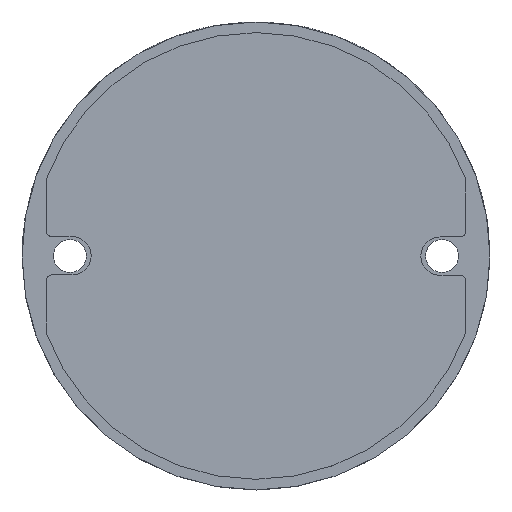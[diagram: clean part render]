
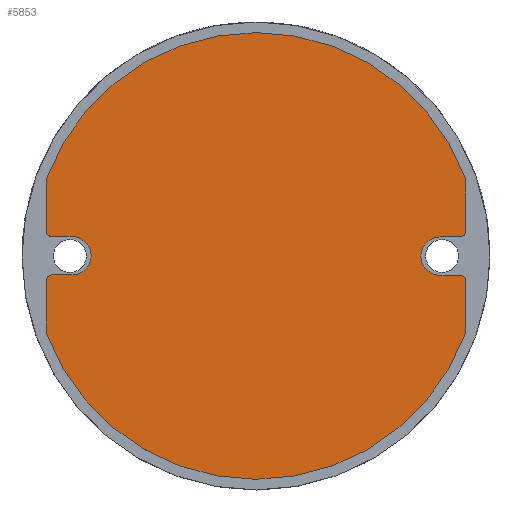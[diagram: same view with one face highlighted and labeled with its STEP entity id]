
A CAD part, top view. The second image highlights one B-rep face of the part: STEP entity #5853.
In plain terms, the highlighted face is planar.
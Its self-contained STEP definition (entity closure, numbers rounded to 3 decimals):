
#9 = DIRECTION ( 'NONE',  ( 0., 1., 0. ) ) ;
#163 = DIRECTION ( 'NONE',  ( 0., -1., 0. ) ) ;
#432 = DIRECTION ( 'NONE',  ( 0., 1., 0. ) ) ;
#503 = ORIENTED_EDGE ( 'NONE', *, *, #5285, .F. ) ;
#581 = EDGE_CURVE ( 'NONE', #9261, #1888, #11387, .T. ) ;
#679 = CARTESIAN_POINT ( 'NONE',  ( 17.3, 0., 0. ) ) ;
#729 = DIRECTION ( 'NONE',  ( 0., 0., -1. ) ) ;
#748 = VECTOR ( 'NONE', #6004, 1000. ) ;
#955 = CARTESIAN_POINT ( 'NONE',  ( 0., 0., -21. ) ) ;
#1023 = ORIENTED_EDGE ( 'NONE', *, *, #5924, .F. ) ;
#1040 = EDGE_CURVE ( 'NONE', #12734, #9715, #2787, .T. ) ;
#1092 = ORIENTED_EDGE ( 'NONE', *, *, #9107, .F. ) ;
#1102 = EDGE_CURVE ( 'NONE', #11414, #12734, #11859, .T. ) ;
#1158 = VECTOR ( 'NONE', #9745, 1000. ) ;
#1338 = AXIS2_PLACEMENT_3D ( 'NONE', #6241, #9, #7266 ) ;
#1357 = DIRECTION ( 'NONE',  ( 0., 1., 0. ) ) ;
#1394 = DIRECTION ( 'NONE',  ( 1., 0., 0. ) ) ;
#1485 = DIRECTION ( 'NONE',  ( 0., -1., 0. ) ) ;
#1516 = EDGE_CURVE ( 'NONE', #5425, #1553, #4255, .T. ) ;
#1553 = VERTEX_POINT ( 'NONE', #2257 ) ;
#1776 = VERTEX_POINT ( 'NONE', #2661 ) ;
#1888 = VERTEX_POINT ( 'NONE', #13147 ) ;
#2081 = EDGE_CURVE ( 'NONE', #6090, #11906, #5212, .T. ) ;
#2133 = CARTESIAN_POINT ( 'NONE',  ( -19.7, 0., 7.274 ) ) ;
#2244 = EDGE_CURVE ( 'NONE', #8501, #5813, #2944, .T. ) ;
#2257 = CARTESIAN_POINT ( 'NONE',  ( 17.3, 0., -1.8 ) ) ;
#2403 = AXIS2_PLACEMENT_3D ( 'NONE', #10301, #4106, #11318 ) ;
#2529 = DIRECTION ( 'NONE',  ( 0., 1., 0. ) ) ;
#2661 = CARTESIAN_POINT ( 'NONE',  ( -19.7, 0., -2.3 ) ) ;
#2787 = CIRCLE ( 'NONE', #7861, 1.8 ) ;
#2842 = VERTEX_POINT ( 'NONE', #7868 ) ;
#2939 = CARTESIAN_POINT ( 'NONE',  ( 19.2, 0., -1.8 ) ) ;
#2944 = CIRCLE ( 'NONE', #10053, 0.5 ) ;
#3103 = VERTEX_POINT ( 'NONE', #3119 ) ;
#3119 = CARTESIAN_POINT ( 'NONE',  ( 19.7, 0., -2.3 ) ) ;
#3168 = VECTOR ( 'NONE', #4131, 1000. ) ;
#3234 = CIRCLE ( 'NONE', #1338, 0.5 ) ;
#3507 = LINE ( 'NONE', #6333, #3168 ) ;
#3571 = DIRECTION ( 'NONE',  ( 0., 1., 0. ) ) ;
#3620 = VECTOR ( 'NONE', #12776, 1000. ) ;
#3623 = VECTOR ( 'NONE', #1394, 1000. ) ;
#3872 = CARTESIAN_POINT ( 'NONE',  ( 19.7, 0., -7.274 ) ) ;
#3901 = AXIS2_PLACEMENT_3D ( 'NONE', #6401, #163, #7430 ) ;
#4100 = CARTESIAN_POINT ( 'NONE',  ( -19.2, 0., 2.3 ) ) ;
#4106 = DIRECTION ( 'NONE',  ( 0., 1., 0. ) ) ;
#4131 = DIRECTION ( 'NONE',  ( 0., 0., 1. ) ) ;
#4255 = CIRCLE ( 'NONE', #3901, 1.8 ) ;
#4517 = FACE_OUTER_BOUND ( 'NONE', #7096, .T. ) ;
#4796 = EDGE_CURVE ( 'NONE', #5813, #5425, #9458, .T. ) ;
#4859 = CARTESIAN_POINT ( 'NONE',  ( -19.2, 0., 1.8 ) ) ;
#4943 = LINE ( 'NONE', #10675, #10132 ) ;
#4949 = CARTESIAN_POINT ( 'NONE',  ( -17.3, 0., 1.8 ) ) ;
#4963 = CARTESIAN_POINT ( 'NONE',  ( -17.3, 0., 1.8 ) ) ;
#4994 = EDGE_CURVE ( 'NONE', #3103, #6090, #7815, .T. ) ;
#5050 = CARTESIAN_POINT ( 'NONE',  ( -19.7, 0., -7.274 ) ) ;
#5126 = DIRECTION ( 'NONE',  ( 0., 0., 1. ) ) ;
#5148 = ORIENTED_EDGE ( 'NONE', *, *, #1516, .F. ) ;
#5212 = CIRCLE ( 'NONE', #2403, 21. ) ;
#5262 = CARTESIAN_POINT ( 'NONE',  ( 19.7, 0., -7.274 ) ) ;
#5285 = EDGE_CURVE ( 'NONE', #11906, #5997, #6784, .T. ) ;
#5345 = AXIS2_PLACEMENT_3D ( 'NONE', #7573, #1357, #8621 ) ;
#5425 = VERTEX_POINT ( 'NONE', #9837 ) ;
#5446 = CIRCLE ( 'NONE', #7715, 0.5 ) ;
#5813 = VERTEX_POINT ( 'NONE', #9988 ) ;
#5853 = ADVANCED_FACE ( 'NONE', ( #4517 ), #12105, .T. ) ;
#5855 = ORIENTED_EDGE ( 'NONE', *, *, #1102, .F. ) ;
#5924 = EDGE_CURVE ( 'NONE', #9715, #8063, #9049, .T. ) ;
#5975 = CARTESIAN_POINT ( 'NONE',  ( -17.3, 0., -1.8 ) ) ;
#5997 = VERTEX_POINT ( 'NONE', #5050 ) ;
#6004 = DIRECTION ( 'NONE',  ( -1., 0., 0. ) ) ;
#6090 = VERTEX_POINT ( 'NONE', #5262 ) ;
#6241 = CARTESIAN_POINT ( 'NONE',  ( 19.2, 0., -2.3 ) ) ;
#6333 = CARTESIAN_POINT ( 'NONE',  ( -19.7, 0., -7.274 ) ) ;
#6401 = CARTESIAN_POINT ( 'NONE',  ( 17.3, 0., 0. ) ) ;
#6542 = DIRECTION ( 'NONE',  ( 1., 0., 0. ) ) ;
#6579 = CARTESIAN_POINT ( 'NONE',  ( 17.3, 0., 1.8 ) ) ;
#6614 = EDGE_CURVE ( 'NONE', #8063, #2842, #5446, .T. ) ;
#6662 = CARTESIAN_POINT ( 'NONE',  ( 0., 0., 0. ) ) ;
#6784 = CIRCLE ( 'NONE', #5345, 21. ) ;
#7002 = AXIS2_PLACEMENT_3D ( 'NONE', #6662, #432, #12847 ) ;
#7074 = ORIENTED_EDGE ( 'NONE', *, *, #13216, .F. ) ;
#7096 = EDGE_LOOP ( 'NONE', ( #5148, #12426, #12531, #7601, #12943, #13288, #12621, #1023, #9413, #5855, #7074, #9174, #503, #9366, #8724, #8827, #1092 ) ) ;
#7130 = EDGE_CURVE ( 'NONE', #5997, #1776, #3507, .T. ) ;
#7260 = EDGE_CURVE ( 'NONE', #2842, #9261, #4943, .T. ) ;
#7266 = DIRECTION ( 'NONE',  ( 0., 0., 1. ) ) ;
#7430 = DIRECTION ( 'NONE',  ( 0., 0., -1. ) ) ;
#7573 = CARTESIAN_POINT ( 'NONE',  ( 0., 0., 0. ) ) ;
#7601 = ORIENTED_EDGE ( 'NONE', *, *, #9995, .F. ) ;
#7606 = CARTESIAN_POINT ( 'NONE',  ( -17.3, 0., -1.8 ) ) ;
#7692 = DIRECTION ( 'NONE',  ( 0., 0., 1. ) ) ;
#7715 = AXIS2_PLACEMENT_3D ( 'NONE', #4100, #11311, #5126 ) ;
#7815 = LINE ( 'NONE', #3872, #12992 ) ;
#7861 = AXIS2_PLACEMENT_3D ( 'NONE', #8748, #1485, #7692 ) ;
#7868 = CARTESIAN_POINT ( 'NONE',  ( -19.7, 0., 2.3 ) ) ;
#7939 = DIRECTION ( 'NONE',  ( 0., -1., 0. ) ) ;
#8063 = VERTEX_POINT ( 'NONE', #4859 ) ;
#8233 = CIRCLE ( 'NONE', #11761, 0.5 ) ;
#8501 = VERTEX_POINT ( 'NONE', #11476 ) ;
#8621 = DIRECTION ( 'NONE',  ( 0., 0., 1. ) ) ;
#8724 = ORIENTED_EDGE ( 'NONE', *, *, #4994, .F. ) ;
#8748 = CARTESIAN_POINT ( 'NONE',  ( -17.3, 0., 0. ) ) ;
#8754 = CARTESIAN_POINT ( 'NONE',  ( 19.2, 0., 2.3 ) ) ;
#8827 = ORIENTED_EDGE ( 'NONE', *, *, #13072, .F. ) ;
#8848 = VECTOR ( 'NONE', #6542, 1000. ) ;
#9049 = LINE ( 'NONE', #4963, #748 ) ;
#9107 = EDGE_CURVE ( 'NONE', #1553, #10208, #11583, .T. ) ;
#9174 = ORIENTED_EDGE ( 'NONE', *, *, #7130, .F. ) ;
#9261 = VERTEX_POINT ( 'NONE', #2133 ) ;
#9366 = ORIENTED_EDGE ( 'NONE', *, *, #2081, .F. ) ;
#9413 = ORIENTED_EDGE ( 'NONE', *, *, #1040, .F. ) ;
#9458 = LINE ( 'NONE', #6579, #3620 ) ;
#9715 = VERTEX_POINT ( 'NONE', #4949 ) ;
#9745 = DIRECTION ( 'NONE',  ( 0., 0., -1. ) ) ;
#9764 = CARTESIAN_POINT ( 'NONE',  ( -19.2, 0., -2.3 ) ) ;
#9781 = DIRECTION ( 'NONE',  ( 0., 0., 1. ) ) ;
#9837 = CARTESIAN_POINT ( 'NONE',  ( 17.3, 0., 1.8 ) ) ;
#9988 = CARTESIAN_POINT ( 'NONE',  ( 19.2, 0., 1.8 ) ) ;
#9995 = EDGE_CURVE ( 'NONE', #1888, #8501, #12202, .T. ) ;
#10053 = AXIS2_PLACEMENT_3D ( 'NONE', #8754, #2529, #9781 ) ;
#10120 = CARTESIAN_POINT ( 'NONE',  ( -19.2, 0., -1.8 ) ) ;
#10132 = VECTOR ( 'NONE', #12747, 1000. ) ;
#10208 = VERTEX_POINT ( 'NONE', #2939 ) ;
#10301 = CARTESIAN_POINT ( 'NONE',  ( 0., 0., 0. ) ) ;
#10675 = CARTESIAN_POINT ( 'NONE',  ( -19.7, 0., 2.3 ) ) ;
#10774 = CARTESIAN_POINT ( 'NONE',  ( 19.7, 0., 2.3 ) ) ;
#10797 = DIRECTION ( 'NONE',  ( 0., 0., -1. ) ) ;
#11043 = DIRECTION ( 'NONE',  ( 0., 0., -1. ) ) ;
#11311 = DIRECTION ( 'NONE',  ( 0., 1., 0. ) ) ;
#11318 = DIRECTION ( 'NONE',  ( 0., 0., 1. ) ) ;
#11387 = CIRCLE ( 'NONE', #7002, 21. ) ;
#11414 = VERTEX_POINT ( 'NONE', #10120 ) ;
#11476 = CARTESIAN_POINT ( 'NONE',  ( 19.7, 0., 2.3 ) ) ;
#11583 = LINE ( 'NONE', #11675, #8848 ) ;
#11675 = CARTESIAN_POINT ( 'NONE',  ( 17.3, 0., -1.8 ) ) ;
#11761 = AXIS2_PLACEMENT_3D ( 'NONE', #9764, #3571, #10797 ) ;
#11859 = LINE ( 'NONE', #7606, #3623 ) ;
#11906 = VERTEX_POINT ( 'NONE', #955 ) ;
#12105 = PLANE ( 'NONE',  #12640 ) ;
#12202 = LINE ( 'NONE', #10774, #1158 ) ;
#12426 = ORIENTED_EDGE ( 'NONE', *, *, #4796, .F. ) ;
#12531 = ORIENTED_EDGE ( 'NONE', *, *, #2244, .F. ) ;
#12621 = ORIENTED_EDGE ( 'NONE', *, *, #6614, .F. ) ;
#12640 = AXIS2_PLACEMENT_3D ( 'NONE', #679, #7939, #729 ) ;
#12734 = VERTEX_POINT ( 'NONE', #5975 ) ;
#12747 = DIRECTION ( 'NONE',  ( 0., 0., 1. ) ) ;
#12776 = DIRECTION ( 'NONE',  ( -1., 0., 0. ) ) ;
#12847 = DIRECTION ( 'NONE',  ( 0., 0., 1. ) ) ;
#12943 = ORIENTED_EDGE ( 'NONE', *, *, #581, .F. ) ;
#12992 = VECTOR ( 'NONE', #11043, 1000. ) ;
#13072 = EDGE_CURVE ( 'NONE', #10208, #3103, #3234, .T. ) ;
#13147 = CARTESIAN_POINT ( 'NONE',  ( 19.7, 0., 7.274 ) ) ;
#13216 = EDGE_CURVE ( 'NONE', #1776, #11414, #8233, .T. ) ;
#13288 = ORIENTED_EDGE ( 'NONE', *, *, #7260, .F. ) ;
